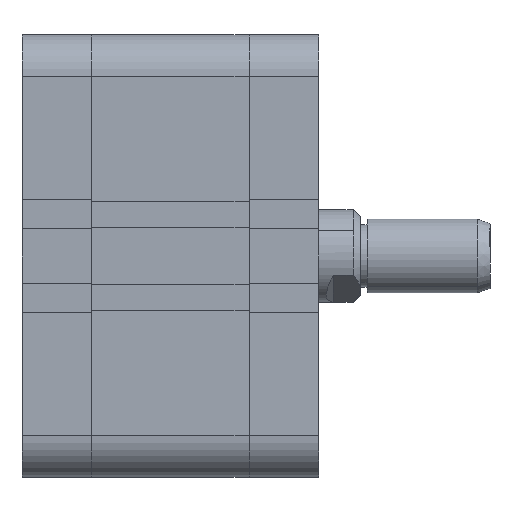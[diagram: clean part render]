
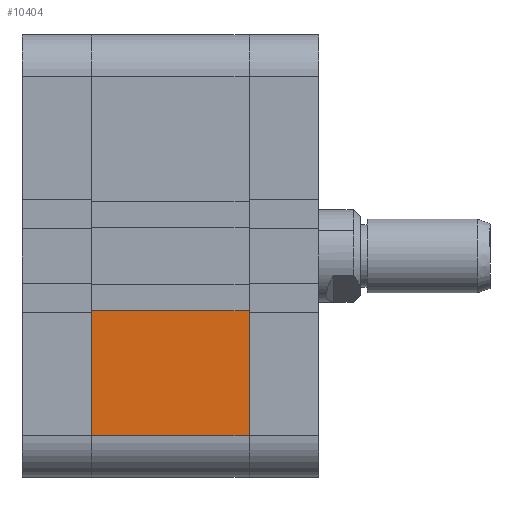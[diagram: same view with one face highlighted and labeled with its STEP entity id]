
A CAD part, front view. The second image highlights one B-rep face of the part: STEP entity #10404.
In plain terms, the highlighted planar face has unit normal (0, -1, 0).
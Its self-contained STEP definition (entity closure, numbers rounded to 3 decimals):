
#128 = DIRECTION ( 'NONE',  ( 0., 0., 1. ) ) ;
#1957 = ORIENTED_EDGE ( 'NONE', *, *, #26371, .T. ) ;
#2737 = DIRECTION ( 'NONE',  ( -1., 0., 0. ) ) ;
#3454 = DIRECTION ( 'NONE',  ( 0., 0., -1. ) ) ;
#4884 = ORIENTED_EDGE ( 'NONE', *, *, #8135, .F. ) ;
#6119 = EDGE_LOOP ( 'NONE', ( #31438, #1957, #23222, #4884 ) ) ;
#6152 = CARTESIAN_POINT ( 'NONE',  ( 34., -47.75, -47.75 ) ) ;
#6937 = VECTOR ( 'NONE', #2737, 1000. ) ;
#8135 = EDGE_CURVE ( 'NONE', #23452, #33192, #33517, .T. ) ;
#8312 = LINE ( 'NONE', #13338, #6937 ) ;
#8568 = CARTESIAN_POINT ( 'NONE',  ( 34., -47.75, -47.75 ) ) ;
#10404 = ADVANCED_FACE ( 'NONE', ( #33228 ), #16301, .F. ) ;
#10969 = CARTESIAN_POINT ( 'NONE',  ( 0., -47.75, -47.75 ) ) ;
#11049 = AXIS2_PLACEMENT_3D ( 'NONE', #8568, #11092, #128 ) ;
#11092 = DIRECTION ( 'NONE',  ( 0., 1., 0. ) ) ;
#11709 = CARTESIAN_POINT ( 'NONE',  ( 34., -47.75, -38.75 ) ) ;
#13074 = DIRECTION ( 'NONE',  ( 1., 0., 0. ) ) ;
#13338 = CARTESIAN_POINT ( 'NONE',  ( 34.001, -47.75, -11.8 ) ) ;
#13700 = VECTOR ( 'NONE', #18882, 1000. ) ;
#16301 = PLANE ( 'NONE',  #11049 ) ;
#18179 = CARTESIAN_POINT ( 'NONE',  ( 0., -47.75, -38.75 ) ) ;
#18882 = DIRECTION ( 'NONE',  ( 0., 0., -1. ) ) ;
#20373 = EDGE_CURVE ( 'NONE', #21392, #33192, #24066, .T. ) ;
#21392 = VERTEX_POINT ( 'NONE', #18179 ) ;
#23118 = VECTOR ( 'NONE', #3454, 1000. ) ;
#23222 = ORIENTED_EDGE ( 'NONE', *, *, #20373, .T. ) ;
#23260 = VECTOR ( 'NONE', #13074, 1000. ) ;
#23452 = VERTEX_POINT ( 'NONE', #35371 ) ;
#24066 = LINE ( 'NONE', #26936, #23260 ) ;
#24657 = LINE ( 'NONE', #10969, #13700 ) ;
#26371 = EDGE_CURVE ( 'NONE', #33057, #21392, #24657, .T. ) ;
#26936 = CARTESIAN_POINT ( 'NONE',  ( 34., -47.75, -38.75 ) ) ;
#29061 = CARTESIAN_POINT ( 'NONE',  ( 0., -47.75, -11.8 ) ) ;
#31438 = ORIENTED_EDGE ( 'NONE', *, *, #34752, .T. ) ;
#33057 = VERTEX_POINT ( 'NONE', #29061 ) ;
#33192 = VERTEX_POINT ( 'NONE', #11709 ) ;
#33228 = FACE_OUTER_BOUND ( 'NONE', #6119, .T. ) ;
#33517 = LINE ( 'NONE', #6152, #23118 ) ;
#34752 = EDGE_CURVE ( 'NONE', #23452, #33057, #8312, .T. ) ;
#35371 = CARTESIAN_POINT ( 'NONE',  ( 34., -47.75, -11.8 ) ) ;
